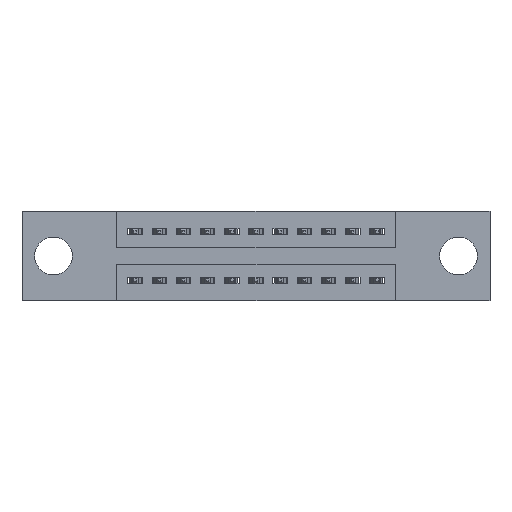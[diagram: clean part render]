
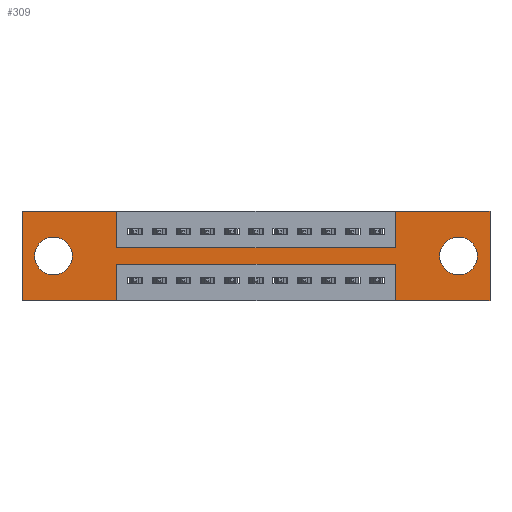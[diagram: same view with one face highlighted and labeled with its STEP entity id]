
A CAD part, front view. The second image highlights one B-rep face of the part: STEP entity #309.
In plain terms, the highlighted planar face has unit normal (0, -1, 0).
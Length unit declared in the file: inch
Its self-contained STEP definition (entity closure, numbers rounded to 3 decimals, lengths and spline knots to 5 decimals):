
#50 = DIRECTION ( 'NONE',  ( 0., 1., 0. ) ) ;
#227 = DIRECTION ( 'NONE',  ( 0., 0., 1. ) ) ;
#273 = CARTESIAN_POINT ( 'NONE',  ( 0.13, 0., -0.185 ) ) ;
#309 = ADVANCED_FACE ( 'NONE', ( #11865, #1376, #6671 ), #12499, .T. ) ;
#348 = DIRECTION ( 'NONE',  ( 0., 0., -1. ) ) ;
#382 = DIRECTION ( 'NONE',  ( 1., 0., 0. ) ) ;
#437 = DIRECTION ( 'NONE',  ( 0., 1., 0. ) ) ;
#473 = EDGE_CURVE ( 'NONE', #5090, #9117, #2871, .T. ) ;
#897 = VERTEX_POINT ( 'NONE', #3722 ) ;
#1286 = VERTEX_POINT ( 'NONE', #7721 ) ;
#1293 = DIRECTION ( 'NONE',  ( 0., -1., 0. ) ) ;
#1376 = FACE_BOUND ( 'NONE', #2443, .T. ) ;
#1378 = ORIENTED_EDGE ( 'NONE', *, *, #8534, .F. ) ;
#1425 = DIRECTION ( 'NONE',  ( 0., 0., -1. ) ) ;
#1448 = VECTOR ( 'NONE', #4641, 39.37008 ) ;
#1592 = CARTESIAN_POINT ( 'NONE',  ( 1.935, 0., 0. ) ) ;
#1627 = VECTOR ( 'NONE', #348, 39.37008 ) ;
#2042 = VECTOR ( 'NONE', #11839, 39.37008 ) ;
#2097 = LINE ( 'NONE', #5631, #11844 ) ;
#2119 = EDGE_CURVE ( 'NONE', #4278, #11040, #8173, .T. ) ;
#2193 = CARTESIAN_POINT ( 'NONE',  ( 0., 0., -0.37 ) ) ;
#2207 = EDGE_LOOP ( 'NONE', ( #9176, #4275, #9799, #7443, #2555, #10698, #11012, #3509, #1378, #6977, #9648, #8753 ) ) ;
#2211 = EDGE_CURVE ( 'NONE', #11455, #5090, #4637, .T. ) ;
#2443 = EDGE_LOOP ( 'NONE', ( #11437, #6514 ) ) ;
#2491 = CARTESIAN_POINT ( 'NONE',  ( 0., 0., 0. ) ) ;
#2555 = ORIENTED_EDGE ( 'NONE', *, *, #9204, .F. ) ;
#2643 = VECTOR ( 'NONE', #8585, 39.37008 ) ;
#2647 = DIRECTION ( 'NONE',  ( 0., 0., -1. ) ) ;
#2700 = VECTOR ( 'NONE', #2647, 39.37008 ) ;
#2736 = VERTEX_POINT ( 'NONE', #7620 ) ;
#2742 = DIRECTION ( 'NONE',  ( 0., 0., -1. ) ) ;
#2871 = LINE ( 'NONE', #10748, #7757 ) ;
#3188 = CARTESIAN_POINT ( 'NONE',  ( 1.5425, 0., -0.15 ) ) ;
#3328 = CIRCLE ( 'NONE', #6806, 0.078 ) ;
#3509 = ORIENTED_EDGE ( 'NONE', *, *, #2211, .F. ) ;
#3574 = EDGE_CURVE ( 'NONE', #10200, #9935, #7388, .T. ) ;
#3685 = CARTESIAN_POINT ( 'NONE',  ( 0.3925, 0., -0.22 ) ) ;
#3693 = EDGE_CURVE ( 'NONE', #1286, #7373, #5862, .T. ) ;
#3722 = CARTESIAN_POINT ( 'NONE',  ( 1.5425, 0., -0.37 ) ) ;
#3751 = CARTESIAN_POINT ( 'NONE',  ( 0., 0., -0.37 ) ) ;
#3850 = DIRECTION ( 'NONE',  ( -1., 0., 0. ) ) ;
#4011 = CIRCLE ( 'NONE', #11923, 0.078 ) ;
#4047 = CARTESIAN_POINT ( 'NONE',  ( 1.5425, 0., -0.37 ) ) ;
#4231 = EDGE_CURVE ( 'NONE', #9117, #10047, #4640, .T. ) ;
#4269 = DIRECTION ( 'NONE',  ( 0., 0., -1. ) ) ;
#4275 = ORIENTED_EDGE ( 'NONE', *, *, #5603, .F. ) ;
#4278 = VERTEX_POINT ( 'NONE', #8150 ) ;
#4418 = DIRECTION ( 'NONE',  ( 0., 1., 0. ) ) ;
#4458 = CARTESIAN_POINT ( 'NONE',  ( 0., 0., 0. ) ) ;
#4535 = VECTOR ( 'NONE', #8969, 39.37008 ) ;
#4598 = VECTOR ( 'NONE', #12220, 39.37008 ) ;
#4599 = CARTESIAN_POINT ( 'NONE',  ( 0.3925, 0., -0.22 ) ) ;
#4603 = AXIS2_PLACEMENT_3D ( 'NONE', #2193, #1293, #1425 ) ;
#4624 = CARTESIAN_POINT ( 'NONE',  ( 0., 0., -0.37 ) ) ;
#4637 = LINE ( 'NONE', #11954, #2042 ) ;
#4640 = LINE ( 'NONE', #8464, #2643 ) ;
#4641 = DIRECTION ( 'NONE',  ( -1., 0., 0. ) ) ;
#4816 = CARTESIAN_POINT ( 'NONE',  ( 1.805, 0., -0.185 ) ) ;
#4888 = VERTEX_POINT ( 'NONE', #4599 ) ;
#5090 = VERTEX_POINT ( 'NONE', #3188 ) ;
#5117 = VECTOR ( 'NONE', #3850, 39.37008 ) ;
#5537 = AXIS2_PLACEMENT_3D ( 'NONE', #273, #437, #227 ) ;
#5581 = DIRECTION ( 'NONE',  ( -1., 0., 0. ) ) ;
#5603 = EDGE_CURVE ( 'NONE', #12605, #4888, #6726, .T. ) ;
#5631 = CARTESIAN_POINT ( 'NONE',  ( 0.3925, 0., 0. ) ) ;
#5637 = VECTOR ( 'NONE', #5581, 39.37008 ) ;
#5705 = CARTESIAN_POINT ( 'NONE',  ( 1.805, 0., -0.185 ) ) ;
#5730 = CARTESIAN_POINT ( 'NONE',  ( 0.3925, 0., -0.37 ) ) ;
#5862 = CIRCLE ( 'NONE', #5537, 0.078 ) ;
#6174 = CARTESIAN_POINT ( 'NONE',  ( 0.13, 0., -0.185 ) ) ;
#6212 = ORIENTED_EDGE ( 'NONE', *, *, #6325, .T. ) ;
#6325 = EDGE_CURVE ( 'NONE', #11040, #4278, #4011, .T. ) ;
#6368 = EDGE_LOOP ( 'NONE', ( #8555, #6212 ) ) ;
#6436 = CARTESIAN_POINT ( 'NONE',  ( 1.5425, 0., 0. ) ) ;
#6514 = ORIENTED_EDGE ( 'NONE', *, *, #3693, .T. ) ;
#6522 = CARTESIAN_POINT ( 'NONE',  ( 1.935, 0., 0. ) ) ;
#6671 = FACE_OUTER_BOUND ( 'NONE', #2207, .T. ) ;
#6691 = DIRECTION ( 'NONE',  ( 0., 0., -1. ) ) ;
#6726 = LINE ( 'NONE', #3685, #1448 ) ;
#6806 = AXIS2_PLACEMENT_3D ( 'NONE', #6174, #50, #7149 ) ;
#6888 = CARTESIAN_POINT ( 'NONE',  ( 1.5425, 0., -0.22 ) ) ;
#6891 = EDGE_CURVE ( 'NONE', #10719, #2736, #12735, .T. ) ;
#6977 = ORIENTED_EDGE ( 'NONE', *, *, #6891, .F. ) ;
#7149 = DIRECTION ( 'NONE',  ( 0., 0., 1. ) ) ;
#7373 = VERTEX_POINT ( 'NONE', #8207 ) ;
#7388 = LINE ( 'NONE', #3751, #5117 ) ;
#7408 = CARTESIAN_POINT ( 'NONE',  ( 0., 0., 0. ) ) ;
#7443 = ORIENTED_EDGE ( 'NONE', *, *, #11465, .F. ) ;
#7620 = CARTESIAN_POINT ( 'NONE',  ( 0.3925, 0., 0. ) ) ;
#7721 = CARTESIAN_POINT ( 'NONE',  ( 0.13, 0., -0.263 ) ) ;
#7757 = VECTOR ( 'NONE', #11218, 39.37008 ) ;
#8150 = CARTESIAN_POINT ( 'NONE',  ( 1.805, 0., -0.107 ) ) ;
#8173 = CIRCLE ( 'NONE', #10978, 0.078 ) ;
#8197 = CARTESIAN_POINT ( 'NONE',  ( 1.935, 0., -0.37 ) ) ;
#8207 = CARTESIAN_POINT ( 'NONE',  ( 0.13, 0., -0.107 ) ) ;
#8349 = CARTESIAN_POINT ( 'NONE',  ( 0., 0., -0.37 ) ) ;
#8464 = CARTESIAN_POINT ( 'NONE',  ( 0., 0., 0. ) ) ;
#8534 = EDGE_CURVE ( 'NONE', #2736, #11455, #2097, .T. ) ;
#8555 = ORIENTED_EDGE ( 'NONE', *, *, #2119, .T. ) ;
#8585 = DIRECTION ( 'NONE',  ( 1., 0., 0. ) ) ;
#8753 = ORIENTED_EDGE ( 'NONE', *, *, #3574, .F. ) ;
#8969 = DIRECTION ( 'NONE',  ( 0., 0., 1. ) ) ;
#9117 = VERTEX_POINT ( 'NONE', #6436 ) ;
#9176 = ORIENTED_EDGE ( 'NONE', *, *, #11349, .F. ) ;
#9204 = EDGE_CURVE ( 'NONE', #10047, #10567, #10522, .T. ) ;
#9595 = EDGE_CURVE ( 'NONE', #897, #12605, #12267, .T. ) ;
#9648 = ORIENTED_EDGE ( 'NONE', *, *, #11313, .F. ) ;
#9767 = EDGE_CURVE ( 'NONE', #7373, #1286, #3328, .T. ) ;
#9799 = ORIENTED_EDGE ( 'NONE', *, *, #9595, .F. ) ;
#9842 = LINE ( 'NONE', #4458, #4598 ) ;
#9935 = VERTEX_POINT ( 'NONE', #8349 ) ;
#10047 = VERTEX_POINT ( 'NONE', #1592 ) ;
#10200 = VERTEX_POINT ( 'NONE', #5730 ) ;
#10257 = VECTOR ( 'NONE', #382, 39.37008 ) ;
#10359 = CARTESIAN_POINT ( 'NONE',  ( 0.3925, 0., -0.37 ) ) ;
#10493 = CARTESIAN_POINT ( 'NONE',  ( 0.3925, 0., -0.15 ) ) ;
#10522 = LINE ( 'NONE', #6522, #2700 ) ;
#10567 = VERTEX_POINT ( 'NONE', #8197 ) ;
#10698 = ORIENTED_EDGE ( 'NONE', *, *, #4231, .F. ) ;
#10719 = VERTEX_POINT ( 'NONE', #2491 ) ;
#10748 = CARTESIAN_POINT ( 'NONE',  ( 1.5425, 0., 0. ) ) ;
#10900 = LINE ( 'NONE', #4624, #5637 ) ;
#10978 = AXIS2_PLACEMENT_3D ( 'NONE', #4816, #4418, #4269 ) ;
#11012 = ORIENTED_EDGE ( 'NONE', *, *, #473, .F. ) ;
#11040 = VERTEX_POINT ( 'NONE', #12619 ) ;
#11218 = DIRECTION ( 'NONE',  ( 0., 0., 1. ) ) ;
#11313 = EDGE_CURVE ( 'NONE', #9935, #10719, #9842, .T. ) ;
#11349 = EDGE_CURVE ( 'NONE', #4888, #10200, #12329, .T. ) ;
#11437 = ORIENTED_EDGE ( 'NONE', *, *, #9767, .T. ) ;
#11455 = VERTEX_POINT ( 'NONE', #10493 ) ;
#11465 = EDGE_CURVE ( 'NONE', #10567, #897, #10900, .T. ) ;
#11839 = DIRECTION ( 'NONE',  ( 1., 0., 0. ) ) ;
#11844 = VECTOR ( 'NONE', #2742, 39.37008 ) ;
#11865 = FACE_BOUND ( 'NONE', #6368, .T. ) ;
#11923 = AXIS2_PLACEMENT_3D ( 'NONE', #5705, #12494, #6691 ) ;
#11954 = CARTESIAN_POINT ( 'NONE',  ( 0.3925, 0., -0.15 ) ) ;
#12220 = DIRECTION ( 'NONE',  ( 0., 0., 1. ) ) ;
#12267 = LINE ( 'NONE', #4047, #4535 ) ;
#12329 = LINE ( 'NONE', #10359, #1627 ) ;
#12494 = DIRECTION ( 'NONE',  ( 0., 1., 0. ) ) ;
#12499 = PLANE ( 'NONE',  #4603 ) ;
#12605 = VERTEX_POINT ( 'NONE', #6888 ) ;
#12619 = CARTESIAN_POINT ( 'NONE',  ( 1.805, 0., -0.263 ) ) ;
#12735 = LINE ( 'NONE', #7408, #10257 ) ;
